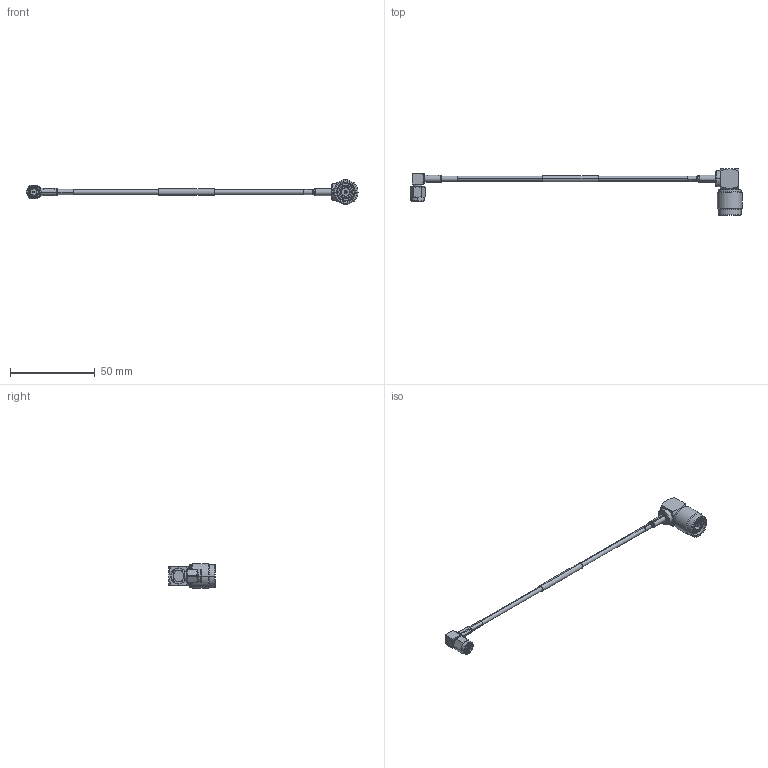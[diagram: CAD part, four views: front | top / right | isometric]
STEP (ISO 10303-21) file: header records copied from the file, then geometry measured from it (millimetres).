
FILE_DESCRIPTION (( 'STEP AP214' ), '1' );
FILE_NAME ('FMC01007_3D.step', '2023-02-23T03:07:48', ( '' ), ( '' ), 'SwSTEP 2.0', 'SolidWorks 2022', '' );
FILE_SCHEMA (( 'AUTOMOTIVE_DESIGN' ));
Length unit declared in the file: inch
Products named in the file (6): heat shrink conn 2^FMC01007_shrunk; FMC01007_3D; SC6052; heat shrink conn 1^FMC01007_conn 1; FMCN1150^FMC01007; LMR-100A-PVC Ø.110 jacket^FMC01007
Assembly tree (5 placements, depth 2):
  FMC01007_3D
    LMR-100A-PVC Ø.110 jacket^FMC01007
    SC6052
    heat shrink conn 1^FMC01007_conn 1
    FMCN1150^FMC01007
    heat shrink conn 2^FMC01007_shrunk
Bounding box: 195.8 x 27.3 x 14.5 mm (x, y, z)
Volume: 5347.3 mm3; surface area: 6616.6 mm2
Topology: 8 solids, 8 shells, 3526 faces, 7302 edges, 3818 vertices
Faces by surface type: bspline 2488, cylinder 696, plane 255, cone 67, torus 20
Entity records: 139931 total; most frequent: CARTESIAN_POINT 93605, ORIENTED_EDGE 14604, EDGE_CURVE 7302, VERTEX_POINT 3818, EDGE_LOOP 3562, FACE_OUTER_BOUND 3526, ADVANCED_FACE 3526, DIRECTION 3092
